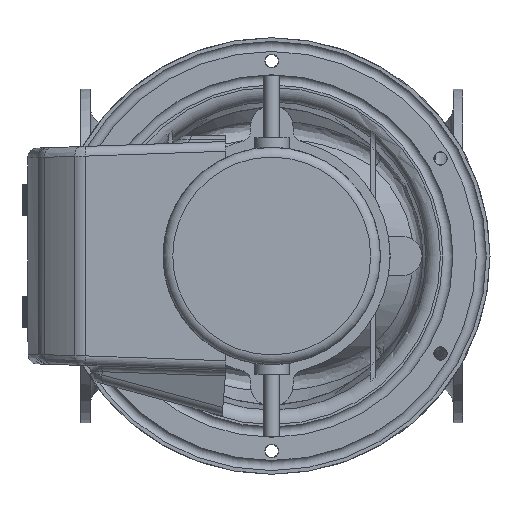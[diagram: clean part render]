
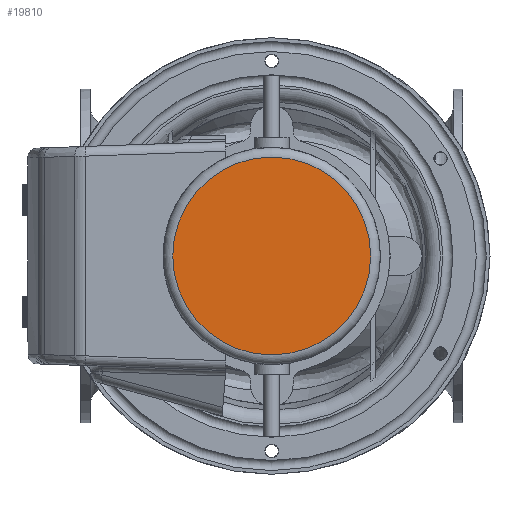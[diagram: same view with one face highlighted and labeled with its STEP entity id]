
A CAD part, front view. The second image highlights one B-rep face of the part: STEP entity #19810.
In plain terms, the highlighted planar face has unit normal (0, -1, 0).
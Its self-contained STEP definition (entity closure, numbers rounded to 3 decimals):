
#2810=FACE_OUTER_BOUND('',#3885,.T.);
#3885=EDGE_LOOP('',(#14896,#14897));
#5210=CIRCLE('',#21363,51.);
#5211=CIRCLE('',#21364,51.);
#8932=VERTEX_POINT('',#41180);
#8933=VERTEX_POINT('',#41181);
#11163=EDGE_CURVE('',#8932,#8933,#5210,.T.);
#11164=EDGE_CURVE('',#8933,#8932,#5211,.T.);
#14896=ORIENTED_EDGE('',*,*,#11163,.F.);
#14897=ORIENTED_EDGE('',*,*,#11164,.F.);
#19239=PLANE('',#21362);
#19810=ADVANCED_FACE('',(#2810),#19239,.T.);
#21362=AXIS2_PLACEMENT_3D('',#41179,#24346,#24347);
#21363=AXIS2_PLACEMENT_3D('',#41182,#24348,#24349);
#21364=AXIS2_PLACEMENT_3D('',#41183,#24350,#24351);
#24346=DIRECTION('center_axis',(0.,-1.,0.));
#24347=DIRECTION('ref_axis',(0.,0.,
1.));
#24348=DIRECTION('center_axis',(0.,1.,0.));
#24349=DIRECTION('ref_axis',(0.,0.,
1.));
#24350=DIRECTION('center_axis',(0.,1.,0.));
#24351=DIRECTION('ref_axis',(0.,0.,
1.));
#41179=CARTESIAN_POINT('Origin',(0.338,-298.5,102.875));
#41180=CARTESIAN_POINT('',(0.338,-298.5,51.875));
#41181=CARTESIAN_POINT('',(0.338,-298.5,153.875));
#41182=CARTESIAN_POINT('Origin',(0.338,-298.5,102.875));
#41183=CARTESIAN_POINT('Origin',(0.338,-298.5,102.875));
